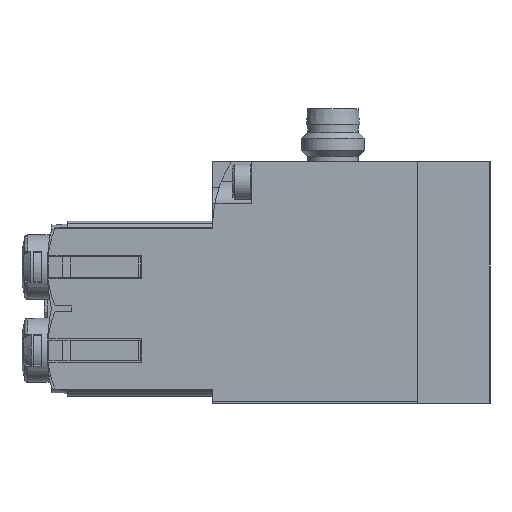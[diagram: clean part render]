
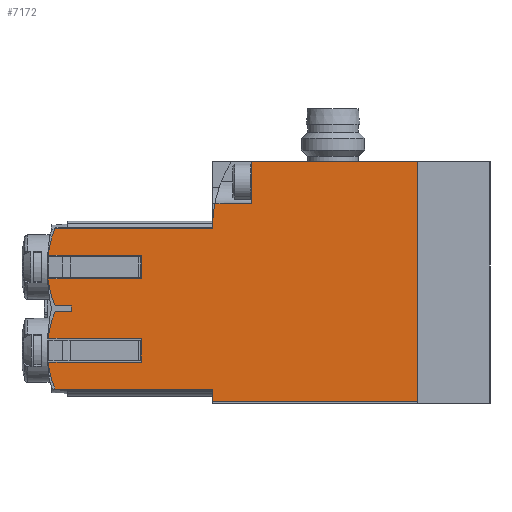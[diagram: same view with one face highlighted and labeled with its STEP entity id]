
A CAD part, left-side view. The second image highlights one B-rep face of the part: STEP entity #7172.
In plain terms, the highlighted planar face has unit normal (-1, 0, 0).
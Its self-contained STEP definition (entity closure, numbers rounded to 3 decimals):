
#184=LINE('',#11353,#754);
#196=LINE('',#11376,#766);
#197=LINE('',#11378,#767);
#198=LINE('',#11382,#768);
#199=LINE('',#11384,#769);
#200=LINE('',#11386,#770);
#201=LINE('',#11390,#771);
#202=LINE('',#11392,#772);
#203=LINE('',#11394,#773);
#204=LINE('',#11398,#774);
#205=LINE('',#11400,#775);
#206=LINE('',#11402,#776);
#207=LINE('',#11406,#777);
#208=LINE('',#11408,#778);
#209=LINE('',#11410,#779);
#210=LINE('',#11412,#780);
#211=LINE('',#11413,#781);
#754=VECTOR('',#8896,1000.);
#766=VECTOR('',#8912,1000.);
#767=VECTOR('',#8913,1000.);
#768=VECTOR('',#8916,1000.);
#769=VECTOR('',#8917,1000.);
#770=VECTOR('',#8918,1000.);
#771=VECTOR('',#8921,1000.);
#772=VECTOR('',#8922,1000.);
#773=VECTOR('',#8923,1000.);
#774=VECTOR('',#8926,1000.);
#775=VECTOR('',#8927,1000.);
#776=VECTOR('',#8928,1000.);
#777=VECTOR('',#8931,1000.);
#778=VECTOR('',#8932,1000.);
#779=VECTOR('',#8933,1000.);
#780=VECTOR('',#8934,1000.);
#781=VECTOR('',#8935,1000.);
#1291=PLANE('',#7799);
#1691=CIRCLE('',#7794,16.);
#1694=CIRCLE('',#7800,12.5);
#1695=CIRCLE('',#7801,12.5);
#1696=CIRCLE('',#7802,12.5);
#1697=CIRCLE('',#7803,12.5);
#2293=ORIENTED_EDGE('',*,*,#4061,.F.);
#2294=ORIENTED_EDGE('',*,*,#4040,.F.);
#2295=ORIENTED_EDGE('',*,*,#4062,.F.);
#2296=ORIENTED_EDGE('',*,*,#4063,.F.);
#2297=ORIENTED_EDGE('',*,*,#4064,.F.);
#2298=ORIENTED_EDGE('',*,*,#4065,.F.);
#2299=ORIENTED_EDGE('',*,*,#4066,.F.);
#2300=ORIENTED_EDGE('',*,*,#4067,.F.);
#2301=ORIENTED_EDGE('',*,*,#4068,.F.);
#2302=ORIENTED_EDGE('',*,*,#4069,.F.);
#2303=ORIENTED_EDGE('',*,*,#4070,.F.);
#2304=ORIENTED_EDGE('',*,*,#4071,.F.);
#2305=ORIENTED_EDGE('',*,*,#4072,.F.);
#2306=ORIENTED_EDGE('',*,*,#4073,.F.);
#2307=ORIENTED_EDGE('',*,*,#4074,.F.);
#2308=ORIENTED_EDGE('',*,*,#4075,.F.);
#2309=ORIENTED_EDGE('',*,*,#4076,.F.);
#2310=ORIENTED_EDGE('',*,*,#4077,.F.);
#2311=ORIENTED_EDGE('',*,*,#4078,.F.);
#2312=ORIENTED_EDGE('',*,*,#4079,.F.);
#2313=ORIENTED_EDGE('',*,*,#4049,.F.);
#2314=ORIENTED_EDGE('',*,*,#4080,.F.);
#4040=EDGE_CURVE('',#4995,#4996,#1691,.T.);
#4049=EDGE_CURVE('',#5003,#5004,#184,.T.);
#4061=EDGE_CURVE('',#4996,#5013,#196,.T.);
#4062=EDGE_CURVE('',#5014,#4995,#197,.T.);
#4063=EDGE_CURVE('',#5015,#5014,#1694,.T.);
#4064=EDGE_CURVE('',#5016,#5015,#198,.T.);
#4065=EDGE_CURVE('',#5017,#5016,#199,.T.);
#4066=EDGE_CURVE('',#5018,#5017,#200,.T.);
#4067=EDGE_CURVE('',#5019,#5018,#1695,.T.);
#4068=EDGE_CURVE('',#5020,#5019,#201,.T.);
#4069=EDGE_CURVE('',#5021,#5020,#202,.T.);
#4070=EDGE_CURVE('',#5022,#5021,#203,.T.);
#4071=EDGE_CURVE('',#5023,#5022,#1696,.T.);
#4072=EDGE_CURVE('',#5024,#5023,#204,.T.);
#4073=EDGE_CURVE('',#5025,#5024,#205,.T.);
#4074=EDGE_CURVE('',#5026,#5025,#206,.T.);
#4075=EDGE_CURVE('',#5027,#5026,#1697,.T.);
#4076=EDGE_CURVE('',#5028,#5027,#207,.T.);
#4077=EDGE_CURVE('',#5029,#5028,#208,.T.);
#4078=EDGE_CURVE('',#5030,#5029,#209,.T.);
#4079=EDGE_CURVE('',#5004,#5030,#210,.T.);
#4080=EDGE_CURVE('',#5013,#5003,#211,.T.);
#4995=VERTEX_POINT('',#11330);
#4996=VERTEX_POINT('',#11332);
#5003=VERTEX_POINT('',#11352);
#5004=VERTEX_POINT('',#11354);
#5013=VERTEX_POINT('',#11377);
#5014=VERTEX_POINT('',#11379);
#5015=VERTEX_POINT('',#11381);
#5016=VERTEX_POINT('',#11383);
#5017=VERTEX_POINT('',#11385);
#5018=VERTEX_POINT('',#11387);
#5019=VERTEX_POINT('',#11389);
#5020=VERTEX_POINT('',#11391);
#5021=VERTEX_POINT('',#11393);
#5022=VERTEX_POINT('',#11395);
#5023=VERTEX_POINT('',#11397);
#5024=VERTEX_POINT('',#11399);
#5025=VERTEX_POINT('',#11401);
#5026=VERTEX_POINT('',#11403);
#5027=VERTEX_POINT('',#11405);
#5028=VERTEX_POINT('',#11407);
#5029=VERTEX_POINT('',#11409);
#5030=VERTEX_POINT('',#11411);
#5820=EDGE_LOOP('',(#2293,#2294,#2295,#2296,#2297,#2298,#2299,#2300,#2301,
#2302,#2303,#2304,#2305,#2306,#2307,#2308,#2309,#2310,#2311,#2312,#2313,
#2314));
#6501=FACE_BOUND('',#5820,.T.);
#7172=ADVANCED_FACE('',(#6501),#1291,.F.);
#7794=AXIS2_PLACEMENT_3D('',#11331,#8883,#8884);
#7799=AXIS2_PLACEMENT_3D('',#11375,#8910,#8911);
#7800=AXIS2_PLACEMENT_3D('',#11380,#8914,#8915);
#7801=AXIS2_PLACEMENT_3D('',#11388,#8919,#8920);
#7802=AXIS2_PLACEMENT_3D('',#11396,#8924,#8925);
#7803=AXIS2_PLACEMENT_3D('',#11404,#8929,#8930);
#8883=DIRECTION('',(1.,0.,0.));
#8884=DIRECTION('',(0.,0.,-1.));
#8896=DIRECTION('',(0.,-1.,0.));
#8910=DIRECTION('',(1.,0.,0.));
#8911=DIRECTION('',(0.,0.,-1.));
#8912=DIRECTION('',(0.,-1.,0.));
#8913=DIRECTION('',(0.,-1.,0.));
#8914=DIRECTION('',(1.,0.,0.));
#8915=DIRECTION('',(0.,0.,-1.));
#8916=DIRECTION('',(0.,1.,0.));
#8917=DIRECTION('',(0.,0.,1.));
#8918=DIRECTION('',(0.,-1.,0.));
#8919=DIRECTION('',(1.,0.,0.));
#8920=DIRECTION('',(0.,0.,-1.));
#8921=DIRECTION('',(0.,1.,0.));
#8922=DIRECTION('',(0.,0.,1.));
#8923=DIRECTION('',(0.,-1.,0.));
#8924=DIRECTION('',(1.,0.,0.));
#8925=DIRECTION('',(0.,0.,-1.));
#8926=DIRECTION('',(0.,1.,0.));
#8927=DIRECTION('',(0.,0.,1.));
#8928=DIRECTION('',(0.,-1.,0.));
#8929=DIRECTION('',(1.,0.,0.));
#8930=DIRECTION('',(0.,0.,-1.));
#8931=DIRECTION('',(0.,1.,0.));
#8932=DIRECTION('',(0.,0.,1.));
#8933=DIRECTION('',(0.,1.,0.));
#8934=DIRECTION('',(0.,0.,-1.));
#8935=DIRECTION('',(0.,0.,1.));
#11330=CARTESIAN_POINT('',(0.,25.9,6.7));
#11331=CARTESIAN_POINT('',(0.,9.9,6.704));
#11332=CARTESIAN_POINT('',(0.,25.598,9.8));
#11352=CARTESIAN_POINT('',(0.,21.,15.1));
#11353=CARTESIAN_POINT('',(0.,23.52,15.1));
#11354=CARTESIAN_POINT('',(0.,0.,15.1));
#11375=CARTESIAN_POINT('',(0.,9.9,6.704));
#11376=CARTESIAN_POINT('',(0.,9.9,9.8));
#11377=CARTESIAN_POINT('',(0.,21.,9.8));
#11378=CARTESIAN_POINT('',(0.,45.75,6.7));
#11379=CARTESIAN_POINT('',(0.,45.75,6.7));
#11380=CARTESIAN_POINT('',(0.,34.25,1.8));
#11381=CARTESIAN_POINT('',(0.,46.66,3.3));
#11382=CARTESIAN_POINT('',(0.,34.9,3.3));
#11383=CARTESIAN_POINT('',(0.,34.9,3.3));
#11384=CARTESIAN_POINT('',(0.,34.9,0.3));
#11385=CARTESIAN_POINT('',(0.,34.9,0.3));
#11386=CARTESIAN_POINT('',(0.,46.66,0.3));
#11387=CARTESIAN_POINT('',(0.,46.66,0.3));
#11388=CARTESIAN_POINT('',(0.,34.25,1.8));
#11389=CARTESIAN_POINT('',(0.,45.75,-3.1));
#11390=CARTESIAN_POINT('',(0.,43.72,-3.1));
#11391=CARTESIAN_POINT('',(0.,43.72,-3.1));
#11392=CARTESIAN_POINT('',(0.,43.72,-3.8));
#11393=CARTESIAN_POINT('',(0.,43.72,-3.8));
#11394=CARTESIAN_POINT('',(0.,45.75,-3.8));
#11395=CARTESIAN_POINT('',(0.,45.75,-3.8));
#11396=CARTESIAN_POINT('',(0.,34.25,-8.7));
#11397=CARTESIAN_POINT('',(0.,46.66,-7.2));
#11398=CARTESIAN_POINT('',(0.,34.9,-7.2));
#11399=CARTESIAN_POINT('',(0.,34.9,-7.2));
#11400=CARTESIAN_POINT('',(0.,34.9,-10.2));
#11401=CARTESIAN_POINT('',(0.,34.9,-10.2));
#11402=CARTESIAN_POINT('',(0.,46.66,-10.2));
#11403=CARTESIAN_POINT('',(0.,46.66,-10.2));
#11404=CARTESIAN_POINT('',(0.,34.25,-8.7));
#11405=CARTESIAN_POINT('',(0.,45.75,-13.6));
#11406=CARTESIAN_POINT('',(0.,25.9,-13.6));
#11407=CARTESIAN_POINT('',(0.,25.9,-13.6));
#11408=CARTESIAN_POINT('',(0.,25.9,-15.1));
#11409=CARTESIAN_POINT('',(0.,25.9,-15.1));
#11410=CARTESIAN_POINT('',(0.,0.,-15.1));
#11411=CARTESIAN_POINT('',(0.,0.,-15.1));
#11412=CARTESIAN_POINT('',(0.,0.,15.1));
#11413=CARTESIAN_POINT('',(0.,21.,6.704));
